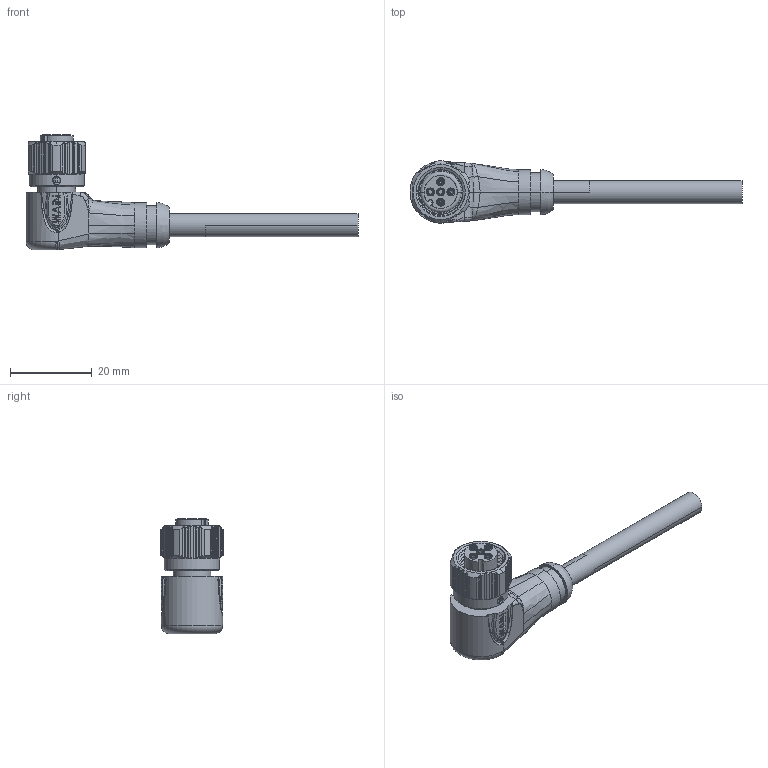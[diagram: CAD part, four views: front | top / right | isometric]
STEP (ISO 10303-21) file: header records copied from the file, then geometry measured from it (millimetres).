
FILE_DESCRIPTION((''),'2;1');
FILE_NAME('3D_1630035004041_M12-M03A-T_F03','2023-12-21T',('lian.chen'),(''),'PRO/ENGINEER BY PARAMETRIC TECHNOLOGY CORPORATION, 2012480','PRO/ENGINEER BY PARAMETRIC TECHNOLOGY CORPORATION, 2012480','');
FILE_SCHEMA(('CONFIG_CONTROL_DESIGN'));
Length unit declared in the file: millimetre
Products named in the file (1): 3D_1630035004041_M12-M03A-T_F03
Bounding box: 81.1 x 15.2 x 28.2 mm (x, y, z)
Volume: 7305 mm3; surface area: 4691.2 mm2
Topology: 1 solids, 1 shells, 619 faces, 1907 edges, 1285 vertices
Faces by surface type: plane 291, cylinder 205, bspline 68, cone 41, torus 9, extrusion 5
Entity records: 30213 total; most frequent: CARTESIAN_POINT 14007, ORIENTED_EDGE 3796, DIRECTION 2964, EDGE_CURVE 1898, VERTEX_POINT 1285, AXIS2_PLACEMENT_3D 1128, VECTOR 708, LINE 703
